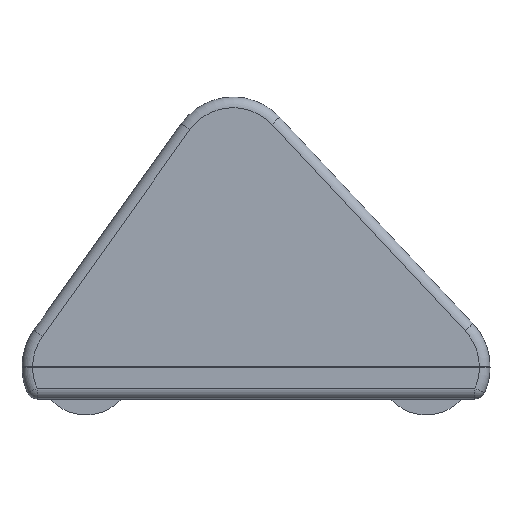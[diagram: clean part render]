
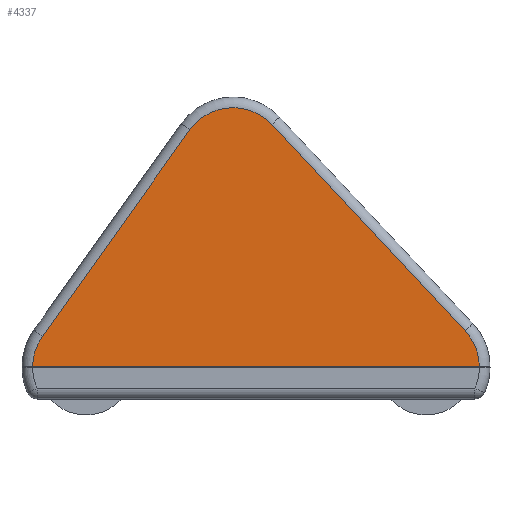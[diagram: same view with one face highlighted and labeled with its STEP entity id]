
A CAD part, left-side view. The second image highlights one B-rep face of the part: STEP entity #4337.
In plain terms, the highlighted planar face has unit normal (-1, 0, 0).
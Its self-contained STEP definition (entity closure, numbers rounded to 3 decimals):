
#754=CIRCLE('',#14771,25.);
#755=CIRCLE('',#14772,25.);
#756=CIRCLE('',#14773,25.);
#1396=LINE('',#22091,#2320);
#1401=LINE('',#22467,#2325);
#1402=LINE('',#22471,#2326);
#2320=VECTOR('',#16423,1.);
#2325=VECTOR('',#16442,1.);
#2326=VECTOR('',#16445,1.);
#3243=PLANE('',#14774);
#4337=ADVANCED_FACE('',(#5218),#3243,.T.);
#5218=FACE_OUTER_BOUND('',#5937,.T.);
#5937=EDGE_LOOP('',(#7522,#7523,#7524,#7525,#7526,#7527));
#7522=ORIENTED_EDGE('',*,*,#12562,.F.);
#7523=ORIENTED_EDGE('',*,*,#12593,.T.);
#7524=ORIENTED_EDGE('',*,*,#12594,.T.);
#7525=ORIENTED_EDGE('',*,*,#12595,.T.);
#7526=ORIENTED_EDGE('',*,*,#12596,.T.);
#7527=ORIENTED_EDGE('',*,*,#12597,.T.);
#11134=VERTEX_POINT('',#22090);
#11135=VERTEX_POINT('',#22092);
#11156=VERTEX_POINT('',#22466);
#11157=VERTEX_POINT('',#22468);
#11158=VERTEX_POINT('',#22470);
#11159=VERTEX_POINT('',#22472);
#12562=EDGE_CURVE('',#11134,#11135,#1396,.T.);
#12593=EDGE_CURVE('',#11134,#11156,#754,.T.);
#12594=EDGE_CURVE('',#11156,#11157,#1401,.T.);
#12595=EDGE_CURVE('',#11157,#11158,#755,.T.);
#12596=EDGE_CURVE('',#11158,#11159,#1402,.T.);
#12597=EDGE_CURVE('',#11159,#11135,#756,.T.);
#14771=AXIS2_PLACEMENT_3D('',#22465,#16440,#16441);
#14772=AXIS2_PLACEMENT_3D('',#22469,#16443,#16444);
#14773=AXIS2_PLACEMENT_3D('',#22473,#16446,#16447);
#14774=AXIS2_PLACEMENT_3D('',#22474,#16448,#16449);
#16423=DIRECTION('',(0.,1.,0.));
#16440=DIRECTION('',(-1.,0.,0.));
#16441=DIRECTION('',(0.,0.,-1.));
#16442=DIRECTION('',(0.,0.683,0.73));
#16443=DIRECTION('',(-1.,0.,0.));
#16444=DIRECTION('',(0.,0.,-1.));
#16445=DIRECTION('',(0.,0.581,-0.814));
#16446=DIRECTION('',(-1.,0.,0.));
#16447=DIRECTION('',(0.,0.,-1.));
#16448=DIRECTION('',(-1.,0.,0.));
#16449=DIRECTION('',(0.,0.,-1.));
#22090=CARTESIAN_POINT('',(-75.,-104.999,25.3));
#22091=CARTESIAN_POINT('',(-75.,105.,25.3));
#22092=CARTESIAN_POINT('',(-75.,104.999,25.3));
#22465=CARTESIAN_POINT('',(-75.,-80.,25.));
#22466=CARTESIAN_POINT('',(-75.,-98.252,42.084));
#22467=CARTESIAN_POINT('',(-75.,-98.252,42.084));
#22468=CARTESIAN_POINT('',(-75.,-7.494,139.047));
#22469=CARTESIAN_POINT('',(-75.,10.758,121.963));
#22470=CARTESIAN_POINT('',(-75.,31.103,136.492));
#22471=CARTESIAN_POINT('',(-75.,31.103,136.492));
#22472=CARTESIAN_POINT('',(-75.,100.345,39.529));
#22473=CARTESIAN_POINT('',(-75.,80.,25.));
#22474=CARTESIAN_POINT('',(-75.,0.,0.));
